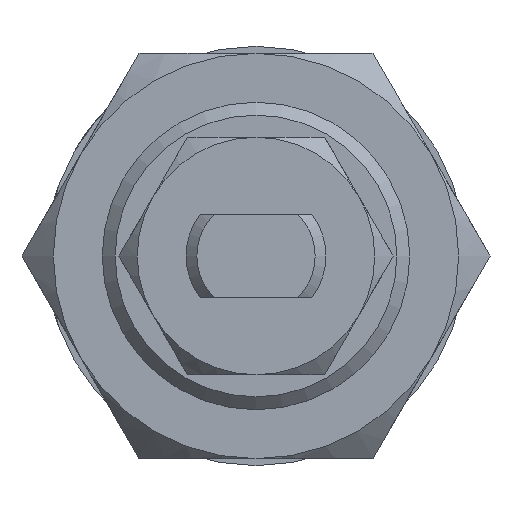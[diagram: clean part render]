
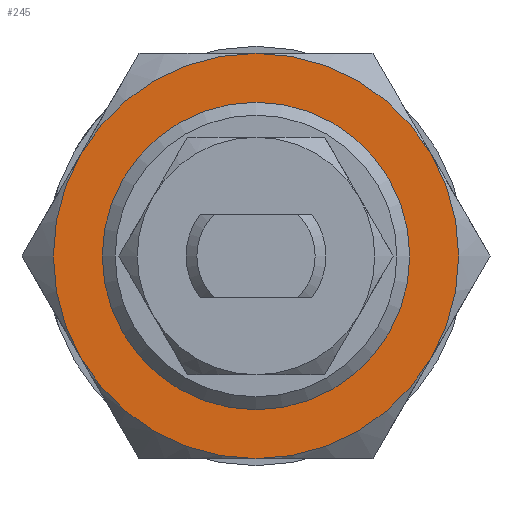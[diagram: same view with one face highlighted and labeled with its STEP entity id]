
A CAD part, left-side view. The second image highlights one B-rep face of the part: STEP entity #245.
In plain terms, the highlighted planar face has unit normal (-1, 0, 0).
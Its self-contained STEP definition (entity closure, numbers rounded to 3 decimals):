
#245 = ADVANCED_FACE( '', ( #554, #555 ), #556, .F. );
#554 = FACE_OUTER_BOUND( '', #963, .T. );
#555 = FACE_BOUND( '', #964, .T. );
#556 = PLANE( '', #965 );
#963 = EDGE_LOOP( '', ( #1498, #1499, #1500, #1501, #1502, #1503 ) );
#964 = EDGE_LOOP( '', ( #1504 ) );
#965 = AXIS2_PLACEMENT_3D( '', #1505, #1506, #1507 );
#1498 = ORIENTED_EDGE( '', *, *, #2238, .F. );
#1499 = ORIENTED_EDGE( '', *, *, #2240, .F. );
#1500 = ORIENTED_EDGE( '', *, *, #2241, .F. );
#1501 = ORIENTED_EDGE( '', *, *, #2242, .F. );
#1502 = ORIENTED_EDGE( '', *, *, #2243, .F. );
#1503 = ORIENTED_EDGE( '', *, *, #2244, .F. );
#1504 = ORIENTED_EDGE( '', *, *, #2245, .T. );
#1505 = CARTESIAN_POINT( '', ( -10., 0., 0. ) );
#1506 = DIRECTION( '', ( 1., 0., 0. ) );
#1507 = DIRECTION( '', ( 0., 0., -1. ) );
#2238 = EDGE_CURVE( '', #2631, #2639, #2641, .T. );
#2240 = EDGE_CURVE( '', #2643, #2631, #2644, .T. );
#2241 = EDGE_CURVE( '', #2423, #2643, #2645, .T. );
#2242 = EDGE_CURVE( '', #2646, #2423, #2647, .T. );
#2243 = EDGE_CURVE( '', #2648, #2646, #2649, .T. );
#2244 = EDGE_CURVE( '', #2639, #2648, #2650, .T. );
#2245 = EDGE_CURVE( '', #2651, #2651, #2652, .T. );
#2423 = VERTEX_POINT( '', #2883 );
#2631 = VERTEX_POINT( '', #3456 );
#2639 = VERTEX_POINT( '', #3478 );
#2641 = CIRCLE( '', #3487, 14.5 );
#2643 = VERTEX_POINT( '', #3489 );
#2644 = CIRCLE( '', #3490, 14.5 );
#2645 = CIRCLE( '', #3491, 14.5 );
#2646 = VERTEX_POINT( '', #3492 );
#2647 = CIRCLE( '', #3493, 14.5 );
#2648 = VERTEX_POINT( '', #3494 );
#2649 = CIRCLE( '', #3495, 14.5 );
#2650 = CIRCLE( '', #3496, 14.5 );
#2651 = VERTEX_POINT( '', #3497 );
#2652 = CIRCLE( '', #3498, 11. );
#2883 = CARTESIAN_POINT( '', ( -10., -12.557, -7.25 ) );
#3456 = CARTESIAN_POINT( '', ( -10., 12.557, -7.25 ) );
#3478 = CARTESIAN_POINT( '', ( -10., 12.557, 7.25 ) );
#3487 = AXIS2_PLACEMENT_3D( '', #4213, #4214, #4215 );
#3489 = CARTESIAN_POINT( '', ( -10., 0., -14.5 ) );
#3490 = AXIS2_PLACEMENT_3D( '', #4216, #4217, #4218 );
#3491 = AXIS2_PLACEMENT_3D( '', #4219, #4220, #4221 );
#3492 = CARTESIAN_POINT( '', ( -10., -12.557, 7.25 ) );
#3493 = AXIS2_PLACEMENT_3D( '', #4222, #4223, #4224 );
#3494 = CARTESIAN_POINT( '', ( -10., 0., 14.5 ) );
#3495 = AXIS2_PLACEMENT_3D( '', #4225, #4226, #4227 );
#3496 = AXIS2_PLACEMENT_3D( '', #4228, #4229, #4230 );
#3497 = CARTESIAN_POINT( '', ( -10., 0., -11. ) );
#3498 = AXIS2_PLACEMENT_3D( '', #4231, #4232, #4233 );
#4213 = CARTESIAN_POINT( '', ( -10., 0., 0. ) );
#4214 = DIRECTION( '', ( 1., 0., 0. ) );
#4215 = DIRECTION( '', ( 0., 0., -1. ) );
#4216 = CARTESIAN_POINT( '', ( -10., 0., 0. ) );
#4217 = DIRECTION( '', ( 1., 0., 0. ) );
#4218 = DIRECTION( '', ( 0., 0., -1. ) );
#4219 = CARTESIAN_POINT( '', ( -10., 0., 0. ) );
#4220 = DIRECTION( '', ( 1., 0., 0. ) );
#4221 = DIRECTION( '', ( 0., 0., -1. ) );
#4222 = CARTESIAN_POINT( '', ( -10., 0., 0. ) );
#4223 = DIRECTION( '', ( 1., 0., 0. ) );
#4224 = DIRECTION( '', ( 0., 0., -1. ) );
#4225 = CARTESIAN_POINT( '', ( -10., 0., 0. ) );
#4226 = DIRECTION( '', ( 1., 0., 0. ) );
#4227 = DIRECTION( '', ( 0., 0., -1. ) );
#4228 = CARTESIAN_POINT( '', ( -10., 0., 0. ) );
#4229 = DIRECTION( '', ( 1., 0., 0. ) );
#4230 = DIRECTION( '', ( 0., 0., -1. ) );
#4231 = CARTESIAN_POINT( '', ( -10., 0., 0. ) );
#4232 = DIRECTION( '', ( 1., 0., 0. ) );
#4233 = DIRECTION( '', ( 0., 0., -1. ) );
